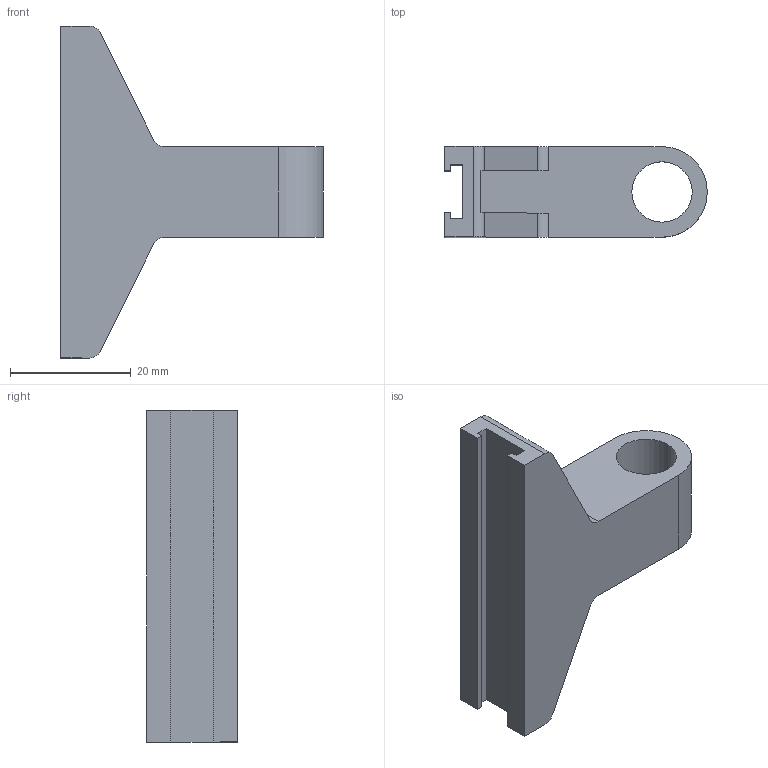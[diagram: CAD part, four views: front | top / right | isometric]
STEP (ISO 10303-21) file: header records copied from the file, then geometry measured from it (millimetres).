
FILE_DESCRIPTION (( 'STEP AP203' ), '1' );
FILE_NAME ('Part5_Default_sldprt.STEP', '2021-07-16T02:50:46', ( '' ), ( '' ), 'SwSTEP 2.0', 'SolidWorks 2019', '' );
FILE_SCHEMA (( 'CONFIG_CONTROL_DESIGN' ));
Length unit declared in the file: millimetre
Products named in the file (1): Part5_Default_sldprt
Bounding box: 43.5 x 15 x 55 mm (x, y, z)
Volume: 12069.9 mm3; surface area: 6074.9 mm2
Topology: 1 solids, 1 shells, 34 faces, 96 edges, 64 vertices
Faces by surface type: plane 25, cylinder 9
Entity records: 1183 total; most frequent: CARTESIAN_POINT 195, ORIENTED_EDGE 192, DIRECTION 188, EDGE_CURVE 96, VECTOR 74, LINE 74, VERTEX_POINT 64, AXIS2_PLACEMENT_3D 57
